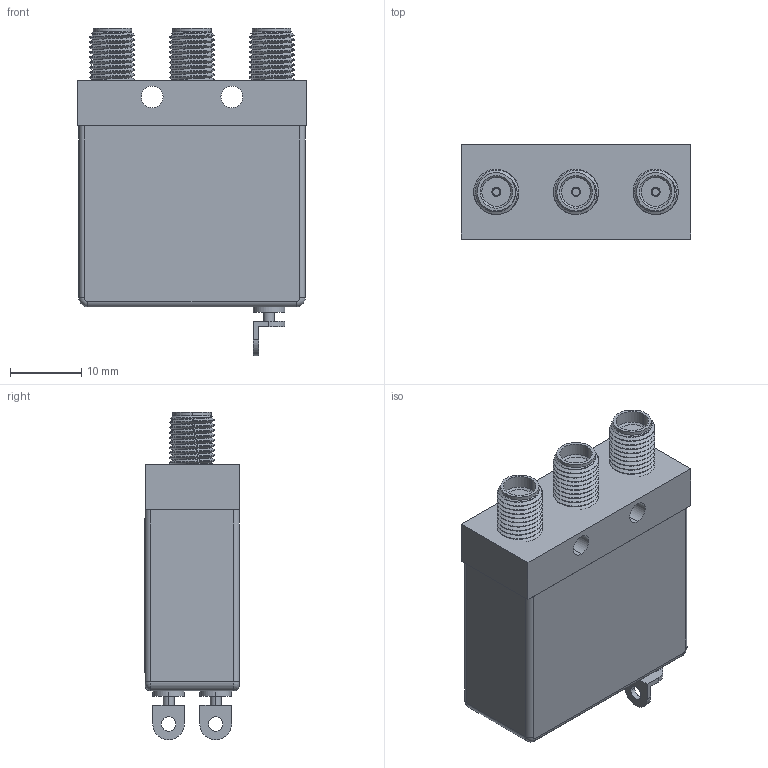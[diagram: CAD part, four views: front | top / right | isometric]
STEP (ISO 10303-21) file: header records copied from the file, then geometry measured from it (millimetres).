
FILE_DESCRIPTION (( 'STEP AP214' ), '1' );
FILE_NAME ('PE71S6326.STEP', '2018-02-13T22:18:44', ( '' ), ( '' ), 'SwSTEP 2.0', 'SolidWorks 2017', '' );
FILE_SCHEMA (( 'AUTOMOTIVE_DESIGN' ));
Length unit declared in the file: inch
Products named in the file (1): PE71S6326
Bounding box: 32.26 x 13.26 x 45.97 mm (x, y, z)
Volume: 13761.7 mm3; surface area: 7322.8 mm2
Topology: 11 solids, 11 shells, 1002 faces, 2665 edges, 1770 vertices
Faces by surface type: plane 512, bspline 267, cylinder 204, cone 15, torus 4
Entity records: 58306 total; most frequent: CARTESIAN_POINT 23933, ORIENTED_EDGE 5330, DIRECTION 3769, EDGE_CURVE 2665, VERTEX_POINT 1770, VECTOR 1689, LINE 1689, EDGE_LOOP 1101
